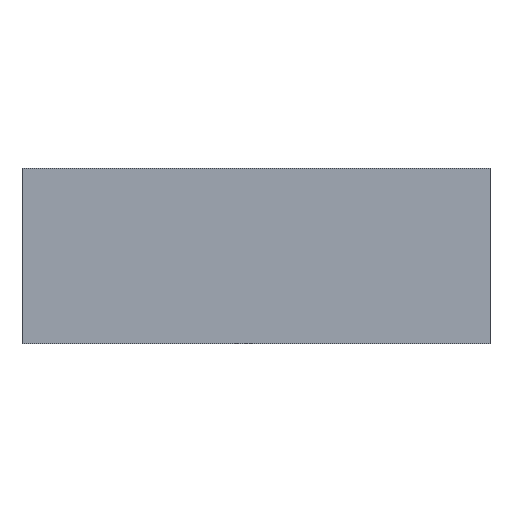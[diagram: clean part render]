
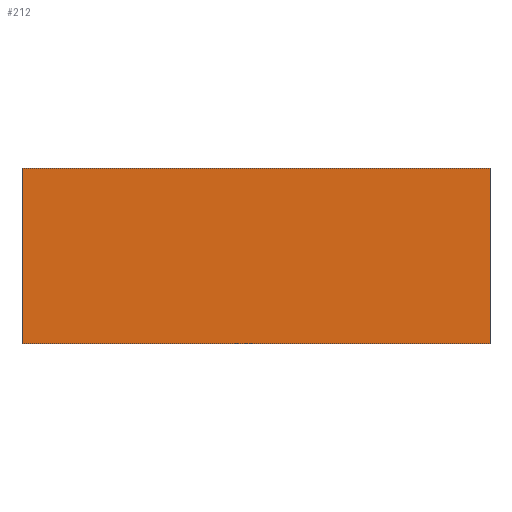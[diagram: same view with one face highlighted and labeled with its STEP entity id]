
A CAD part, left-side view. The second image highlights one B-rep face of the part: STEP entity #212.
In plain terms, the highlighted planar face has unit normal (-1, 0, 0).
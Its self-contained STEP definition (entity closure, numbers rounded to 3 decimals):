
#22=FACE_OUTER_BOUND('',#35,.T.);
#35=EDGE_LOOP('',(#165,#166,#167,#168));
#50=LINE('',#328,#77);
#53=LINE('',#333,#80);
#55=LINE('',#337,#82);
#57=LINE('',#340,#84);
#77=VECTOR('',#268,10.);
#80=VECTOR('',#273,10.);
#82=VECTOR('',#277,10.);
#84=VECTOR('',#281,10.);
#104=VERTEX_POINT('',#326);
#105=VERTEX_POINT('',#327);
#106=VERTEX_POINT('',#332);
#107=VERTEX_POINT('',#336);
#122=EDGE_CURVE('',#104,#105,#50,.T.);
#125=EDGE_CURVE('',#105,#106,#53,.T.);
#127=EDGE_CURVE('',#106,#107,#55,.T.);
#129=EDGE_CURVE('',#107,#104,#57,.T.);
#165=ORIENTED_EDGE('',*,*,#122,.F.);
#166=ORIENTED_EDGE('',*,*,#129,.F.);
#167=ORIENTED_EDGE('',*,*,#127,.F.);
#168=ORIENTED_EDGE('',*,*,#125,.F.);
#200=PLANE('',#247);
#212=ADVANCED_FACE('',(#22),#200,.F.);
#247=AXIS2_PLACEMENT_3D('',#341,#282,#283);
#268=DIRECTION('',(0.,1.,0.));
#273=DIRECTION('',(0.,0.,1.));
#277=DIRECTION('',(0.,-1.,0.));
#281=DIRECTION('',(0.,0.,-1.));
#282=DIRECTION('center_axis',(1.,0.,0.));
#283=DIRECTION('ref_axis',(0.,0.,-1.));
#326=CARTESIAN_POINT('',(-30.,0.,-15.));
#327=CARTESIAN_POINT('',(-30.,80.,-15.));
#328=CARTESIAN_POINT('',(-30.,80.,-15.));
#332=CARTESIAN_POINT('',(-30.,80.,15.));
#333=CARTESIAN_POINT('',(-30.,80.,15.));
#336=CARTESIAN_POINT('',(-30.,0.,15.));
#337=CARTESIAN_POINT('',(-30.,0.,15.));
#340=CARTESIAN_POINT('',(-30.,0.,-15.));
#341=CARTESIAN_POINT('Origin',(-30.,40.,0.));
